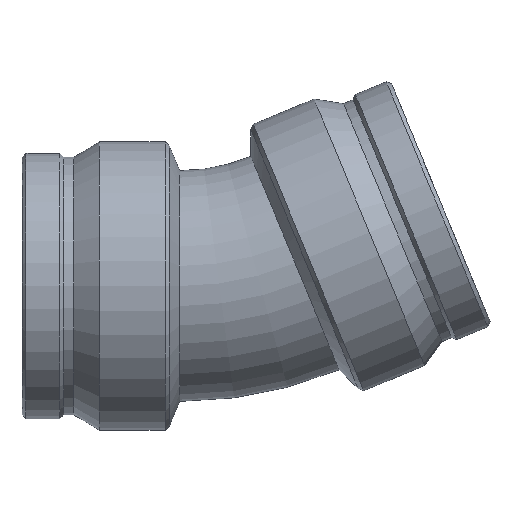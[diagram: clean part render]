
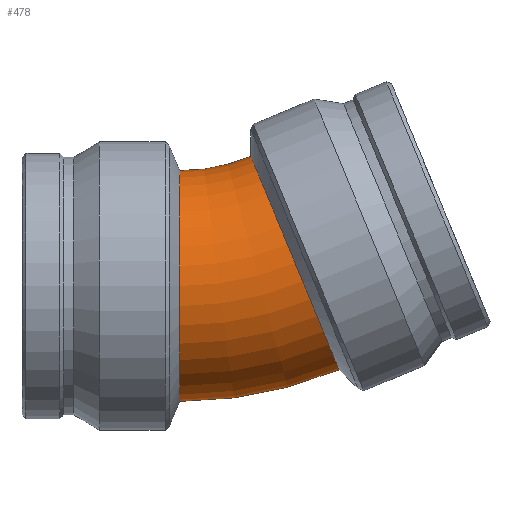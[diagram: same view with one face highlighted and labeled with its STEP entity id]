
A CAD part, front view. The second image highlights one B-rep face of the part: STEP entity #478.
In plain terms, the highlighted toroidal (fillet/blend) face has major radius 149.552 mm and minor radius 57.2 mm.
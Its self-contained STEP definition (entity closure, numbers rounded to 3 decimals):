
#70=FACE_BOUND('',#154,.T.);
#108=FACE_OUTER_BOUND('',#153,.T.);
#153=EDGE_LOOP('',(#373));
#154=EDGE_LOOP('',(#374));
#235=CIRCLE('',#527,57.2);
#236=CIRCLE('',#528,57.2);
#275=VERTEX_POINT('',#784);
#276=VERTEX_POINT('',#786);
#321=EDGE_CURVE('',#275,#275,#235,.T.);
#322=EDGE_CURVE('',#276,#276,#236,.T.);
#373=ORIENTED_EDGE('',*,*,#321,.F.);
#374=ORIENTED_EDGE('',*,*,#322,.F.);
#476=TOROIDAL_SURFACE('',#526,149.552,57.2);
#478=ADVANCED_FACE('',(#108,#70),#476,.T.);
#526=AXIS2_PLACEMENT_3D('',#783,#615,#616);
#527=AXIS2_PLACEMENT_3D('',#785,#617,#618);
#528=AXIS2_PLACEMENT_3D('',#787,#619,#620);
#615=DIRECTION('center_axis',(0.,-1.,0.));
#616=DIRECTION('ref_axis',(0.,0.,-1.));
#617=DIRECTION('center_axis',(0.924,0.,0.383));
#618=DIRECTION('ref_axis',(0.,-1.,0.));
#619=DIRECTION('center_axis',(-1.,0.,0.));
#620=DIRECTION('ref_axis',(0.,-1.,0.));
#783=CARTESIAN_POINT('Origin',(-29.748,0.,149.552));
#784=CARTESIAN_POINT('',(5.594,0.,64.23));
#785=CARTESIAN_POINT('Origin',(27.483,0.,11.384));
#786=CARTESIAN_POINT('',(-29.748,0.,-57.2));
#787=CARTESIAN_POINT('Origin',(-29.748,0.,0.));
